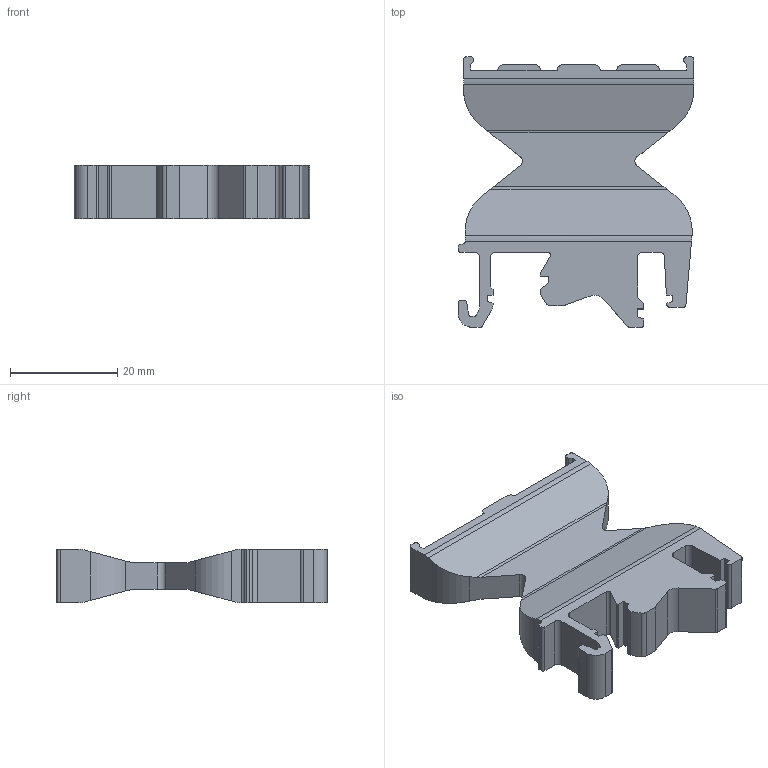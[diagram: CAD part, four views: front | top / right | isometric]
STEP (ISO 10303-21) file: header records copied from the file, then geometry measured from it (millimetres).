
FILE_DESCRIPTION((''),'2;1');
FILE_NAME('ASM0001_ASM','2022-09-23T11:30:45',('klemen.sitar'),('Audax d.o.o.'),'CREO PARAMETRIC BY PTC INC, 2021304','CREO PARAMETRIC BY PTC INC, 2021304','');
FILE_SCHEMA(('AP242_MANAGED_MODEL_BASED_3D_ENGINEERING_MIM_LF { 1 0 10303 442 1 1 4 }'));
Length unit declared in the file: millimetre
Products named in the file (2): PRT0001; ASM0001_ASM
Assembly tree (1 placements, depth 2):
  ASM0001_ASM
    PRT0001
Bounding box: 44 x 50.5 x 10 mm (x, y, z)
Volume: 11871.9 mm3; surface area: 5600 mm2
Topology: 1 solids, 1 shells, 121 faces, 369 edges, 250 vertices
Faces by surface type: plane 73, cylinder 48
Entity records: 6447 total; most frequent: CARTESIAN_POINT 947, ORIENTED_EDGE 738, DIRECTION 687, PRESENTATION_STYLE_ASSIGNMENT 492, STYLED_ITEM 492, CURVE_STYLE 370, EDGE_CURVE 369, VECTOR 261
